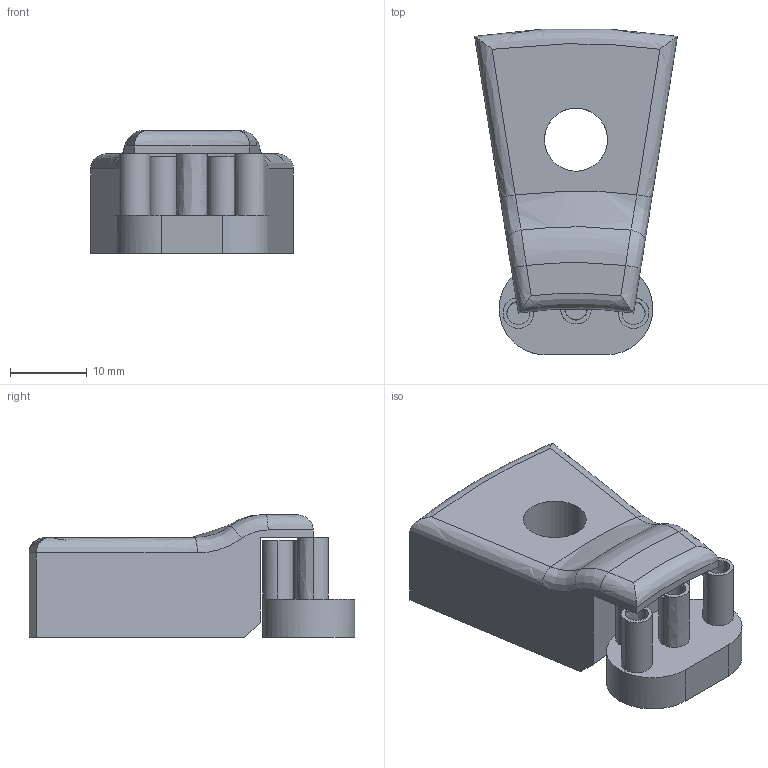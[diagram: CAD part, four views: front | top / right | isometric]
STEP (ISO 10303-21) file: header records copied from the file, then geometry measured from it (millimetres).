
FILE_DESCRIPTION(/* description */ (''),/* implementation_level */ '2;1');
FILE_NAME(/* name */ 'BXA9WL~N',/* time_stamp */ '2015-01-15T16:17:31+01:00',/* author */ (''),/* organization */ (''),/* preprocessor_version */ 'ST-DEVELOPER v15',/* originating_system */ '',/* authorisation */ '');
FILE_SCHEMA (('AUTOMOTIVE_DESIGN'));
Length unit declared in the file: millimetre
Products named in the file (1): Document
Bounding box: 26.44 x 42.38 x 16 mm (x, y, z)
Volume: 8122.2 mm3; surface area: 4624 mm2
Topology: 1 solids, 2 shells, 69 faces, 174 edges, 108 vertices
Faces by surface type: bspline 44, plane 25
Entity records: 2586 total; most frequent: CARTESIAN_POINT 1542, ORIENTED_EDGE 336, EDGE_CURVE 174, VERTEX_POINT 108, B_SPLINE_CURVE_WITH_KNOTS 83, EDGE_LOOP 76, ADVANCED_FACE 69, FACE_OUTER_BOUND 69
